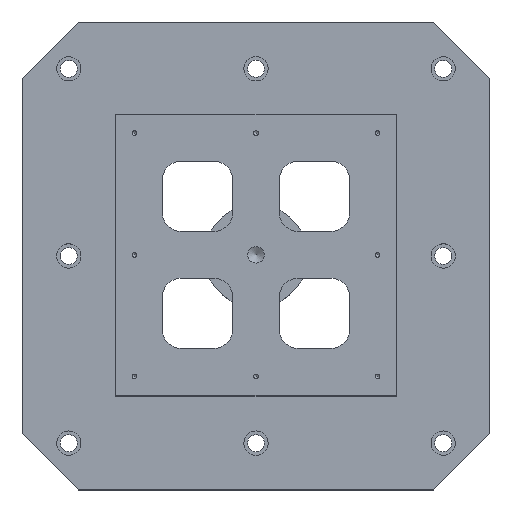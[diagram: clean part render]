
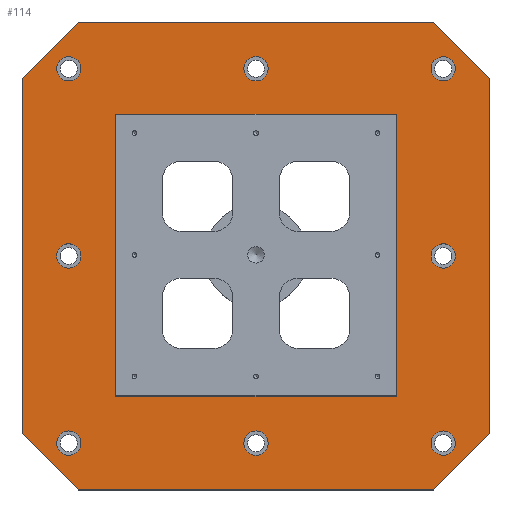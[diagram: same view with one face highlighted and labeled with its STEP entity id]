
A CAD part, top view. The second image highlights one B-rep face of the part: STEP entity #114.
In plain terms, the highlighted planar face has unit normal (0, 0, 1).
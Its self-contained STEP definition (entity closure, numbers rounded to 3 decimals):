
#114 = ADVANCED_FACE( '', ( #365, #366, #367, #368, #369, #370, #371, #372, #373, #374 ), #375, .T. );
#365 = FACE_BOUND( '', #812, .T. );
#366 = FACE_BOUND( '', #813, .T. );
#367 = FACE_BOUND( '', #814, .T. );
#368 = FACE_BOUND( '', #815, .T. );
#369 = FACE_BOUND( '', #816, .T. );
#370 = FACE_BOUND( '', #817, .T. );
#371 = FACE_BOUND( '', #818, .T. );
#372 = FACE_BOUND( '', #819, .T. );
#373 = FACE_OUTER_BOUND( '', #820, .T. );
#374 = FACE_BOUND( '', #821, .T. );
#375 = PLANE( '', #822 );
#812 = EDGE_LOOP( '', ( #1605 ) );
#813 = EDGE_LOOP( '', ( #1606 ) );
#814 = EDGE_LOOP( '', ( #1607 ) );
#815 = EDGE_LOOP( '', ( #1608 ) );
#816 = EDGE_LOOP( '', ( #1609 ) );
#817 = EDGE_LOOP( '', ( #1610 ) );
#818 = EDGE_LOOP( '', ( #1611 ) );
#819 = EDGE_LOOP( '', ( #1612 ) );
#820 = EDGE_LOOP( '', ( #1613, #1614, #1615, #1616, #1617, #1618, #1619, #1620 ) );
#821 = EDGE_LOOP( '', ( #1621, #1622, #1623, #1624 ) );
#822 = AXIS2_PLACEMENT_3D( '', #1625, #1626, #1627 );
#1605 = ORIENTED_EDGE( '', *, *, #2820, .T. );
#1606 = ORIENTED_EDGE( '', *, *, #2821, .T. );
#1607 = ORIENTED_EDGE( '', *, *, #2822, .T. );
#1608 = ORIENTED_EDGE( '', *, *, #2823, .T. );
#1609 = ORIENTED_EDGE( '', *, *, #2824, .T. );
#1610 = ORIENTED_EDGE( '', *, *, #2825, .T. );
#1611 = ORIENTED_EDGE( '', *, *, #2826, .T. );
#1612 = ORIENTED_EDGE( '', *, *, #2827, .T. );
#1613 = ORIENTED_EDGE( '', *, *, #2828, .T. );
#1614 = ORIENTED_EDGE( '', *, *, #2829, .T. );
#1615 = ORIENTED_EDGE( '', *, *, #2830, .T. );
#1616 = ORIENTED_EDGE( '', *, *, #2534, .T. );
#1617 = ORIENTED_EDGE( '', *, *, #2831, .T. );
#1618 = ORIENTED_EDGE( '', *, *, #2832, .T. );
#1619 = ORIENTED_EDGE( '', *, *, #2833, .T. );
#1620 = ORIENTED_EDGE( '', *, *, #2834, .T. );
#1621 = ORIENTED_EDGE( '', *, *, #2774, .T. );
#1622 = ORIENTED_EDGE( '', *, *, #2775, .T. );
#1623 = ORIENTED_EDGE( '', *, *, #2770, .T. );
#1624 = ORIENTED_EDGE( '', *, *, #2772, .T. );
#1625 = CARTESIAN_POINT( '', ( -250., -250., 50. ) );
#1626 = DIRECTION( '', ( 0., 0., 1. ) );
#1627 = DIRECTION( '', ( 1., 0., 0. ) );
#2534 = EDGE_CURVE( '', #2966, #2967, #2968, .F. );
#2770 = EDGE_CURVE( '', #3391, #3393, #3395, .T. );
#2772 = EDGE_CURVE( '', #3393, #3396, #3398, .T. );
#2774 = EDGE_CURVE( '', #3396, #3399, #3401, .T. );
#2775 = EDGE_CURVE( '', #3399, #3391, #3402, .T. );
#2820 = EDGE_CURVE( '', #3479, #3479, #3480, .T. );
#2821 = EDGE_CURVE( '', #3481, #3481, #3482, .T. );
#2822 = EDGE_CURVE( '', #3483, #3483, #3484, .T. );
#2823 = EDGE_CURVE( '', #3485, #3485, #3486, .T. );
#2824 = EDGE_CURVE( '', #3487, #3487, #3488, .T. );
#2825 = EDGE_CURVE( '', #3489, #3489, #3490, .T. );
#2826 = EDGE_CURVE( '', #3491, #3491, #3492, .T. );
#2827 = EDGE_CURVE( '', #3493, #3493, #3494, .T. );
#2828 = EDGE_CURVE( '', #3495, #3496, #3497, .T. );
#2829 = EDGE_CURVE( '', #3496, #3498, #3499, .F. );
#2830 = EDGE_CURVE( '', #3498, #2966, #3500, .T. );
#2831 = EDGE_CURVE( '', #2967, #3501, #3502, .T. );
#2832 = EDGE_CURVE( '', #3501, #3503, #3504, .F. );
#2833 = EDGE_CURVE( '', #3503, #3505, #3506, .T. );
#2834 = EDGE_CURVE( '', #3505, #3495, #3507, .F. );
#2966 = VERTEX_POINT( '', #3666 );
#2967 = VERTEX_POINT( '', #3667 );
#2968 = LINE( '', #3668, #3669 );
#3391 = VERTEX_POINT( '', #4260 );
#3393 = VERTEX_POINT( '', #4263 );
#3395 = LINE( '', #4266, #4267 );
#3396 = VERTEX_POINT( '', #4268 );
#3398 = LINE( '', #4271, #4272 );
#3399 = VERTEX_POINT( '', #4273 );
#3401 = LINE( '', #4276, #4277 );
#3402 = LINE( '', #4278, #4279 );
#3479 = VERTEX_POINT( '', #4368 );
#3480 = CIRCLE( '', #4369, 13. );
#3481 = VERTEX_POINT( '', #4370 );
#3482 = CIRCLE( '', #4371, 13. );
#3483 = VERTEX_POINT( '', #4372 );
#3484 = CIRCLE( '', #4373, 13. );
#3485 = VERTEX_POINT( '', #4374 );
#3486 = CIRCLE( '', #4375, 13. );
#3487 = VERTEX_POINT( '', #4376 );
#3488 = CIRCLE( '', #4377, 13. );
#3489 = VERTEX_POINT( '', #4378 );
#3490 = CIRCLE( '', #4379, 13. );
#3491 = VERTEX_POINT( '', #4380 );
#3492 = CIRCLE( '', #4381, 13. );
#3493 = VERTEX_POINT( '', #4382 );
#3494 = CIRCLE( '', #4383, 13. );
#3495 = VERTEX_POINT( '', #4384 );
#3496 = VERTEX_POINT( '', #4385 );
#3497 = LINE( '', #4386, #4387 );
#3498 = VERTEX_POINT( '', #4388 );
#3499 = LINE( '', #4389, #4390 );
#3500 = LINE( '', #4391, #4392 );
#3501 = VERTEX_POINT( '', #4393 );
#3502 = LINE( '', #4394, #4395 );
#3503 = VERTEX_POINT( '', #4396 );
#3504 = LINE( '', #4397, #4398 );
#3505 = VERTEX_POINT( '', #4399 );
#3506 = LINE( '', #4400, #4401 );
#3507 = LINE( '', #4402, #4403 );
#3666 = CARTESIAN_POINT( '', ( -250., -190., 50. ) );
#3667 = CARTESIAN_POINT( '', ( -190., -250., 50. ) );
#3668 = CARTESIAN_POINT( '', ( -220., -220., 50. ) );
#3669 = VECTOR( '', #4598, 1000. );
#4260 = CARTESIAN_POINT( '', ( -150., 150., 50. ) );
#4263 = CARTESIAN_POINT( '', ( 150., 150., 50. ) );
#4266 = CARTESIAN_POINT( '', ( -250., 150., 50. ) );
#4267 = VECTOR( '', #4958, 1000. );
#4268 = CARTESIAN_POINT( '', ( 150., -150., 50. ) );
#4271 = CARTESIAN_POINT( '', ( 150., -250., 50. ) );
#4272 = VECTOR( '', #4960, 1000. );
#4273 = CARTESIAN_POINT( '', ( -150., -150., 50. ) );
#4276 = CARTESIAN_POINT( '', ( -250., -150., 50. ) );
#4277 = VECTOR( '', #4962, 1000. );
#4278 = CARTESIAN_POINT( '', ( -150., -250., 50. ) );
#4279 = VECTOR( '', #4963, 1000. );
#4368 = CARTESIAN_POINT( '', ( -200., -213., 50. ) );
#4369 = AXIS2_PLACEMENT_3D( '', #5072, #5073, #5074 );
#4370 = CARTESIAN_POINT( '', ( -200., 187., 50. ) );
#4371 = AXIS2_PLACEMENT_3D( '', #5075, #5076, #5077 );
#4372 = CARTESIAN_POINT( '', ( 0., -213., 50. ) );
#4373 = AXIS2_PLACEMENT_3D( '', #5078, #5079, #5080 );
#4374 = CARTESIAN_POINT( '', ( 200., -213., 50. ) );
#4375 = AXIS2_PLACEMENT_3D( '', #5081, #5082, #5083 );
#4376 = CARTESIAN_POINT( '', ( 200., -13., 50. ) );
#4377 = AXIS2_PLACEMENT_3D( '', #5084, #5085, #5086 );
#4378 = CARTESIAN_POINT( '', ( 200., 187., 50. ) );
#4379 = AXIS2_PLACEMENT_3D( '', #5087, #5088, #5089 );
#4380 = CARTESIAN_POINT( '', ( 0., 187., 50. ) );
#4381 = AXIS2_PLACEMENT_3D( '', #5090, #5091, #5092 );
#4382 = CARTESIAN_POINT( '', ( -200., -13., 50. ) );
#4383 = AXIS2_PLACEMENT_3D( '', #5093, #5094, #5095 );
#4384 = CARTESIAN_POINT( '', ( 190., 250., 50. ) );
#4385 = CARTESIAN_POINT( '', ( -190., 250., 50. ) );
#4386 = CARTESIAN_POINT( '', ( 250., 250., 50. ) );
#4387 = VECTOR( '', #5096, 1000. );
#4388 = CARTESIAN_POINT( '', ( -250., 190., 50. ) );
#4389 = CARTESIAN_POINT( '', ( -470., -30., 50. ) );
#4390 = VECTOR( '', #5097, 1000. );
#4391 = CARTESIAN_POINT( '', ( -250., 250., 50. ) );
#4392 = VECTOR( '', #5098, 1000. );
#4393 = CARTESIAN_POINT( '', ( 190., -250., 50. ) );
#4394 = CARTESIAN_POINT( '', ( -250., -250., 50. ) );
#4395 = VECTOR( '', #5099, 1000. );
#4396 = CARTESIAN_POINT( '', ( 250., -190., 50. ) );
#4397 = CARTESIAN_POINT( '', ( -30., -470., 50. ) );
#4398 = VECTOR( '', #5100, 1000. );
#4399 = CARTESIAN_POINT( '', ( 250., 190., 50. ) );
#4400 = CARTESIAN_POINT( '', ( 250., -250., 50. ) );
#4401 = VECTOR( '', #5101, 1000. );
#4402 = CARTESIAN_POINT( '', ( 220., 220., 50. ) );
#4403 = VECTOR( '', #5102, 1000. );
#4598 = DIRECTION( '', ( -0.707, 0.707, 0. ) );
#4958 = DIRECTION( '', ( 1., 0., 0. ) );
#4960 = DIRECTION( '', ( 0., -1., 0. ) );
#4962 = DIRECTION( '', ( -1., 0., 0. ) );
#4963 = DIRECTION( '', ( 0., 1., 0. ) );
#5072 = CARTESIAN_POINT( '', ( -200., -200., 50. ) );
#5073 = DIRECTION( '', ( 0., 0., -1. ) );
#5074 = DIRECTION( '', ( 0., -1., 0. ) );
#5075 = CARTESIAN_POINT( '', ( -200., 200., 50. ) );
#5076 = DIRECTION( '', ( 0., 0., -1. ) );
#5077 = DIRECTION( '', ( 0., -1., 0. ) );
#5078 = CARTESIAN_POINT( '', ( 0., -200., 50. ) );
#5079 = DIRECTION( '', ( 0., 0., -1. ) );
#5080 = DIRECTION( '', ( 0., -1., 0. ) );
#5081 = CARTESIAN_POINT( '', ( 200., -200., 50. ) );
#5082 = DIRECTION( '', ( 0., 0., -1. ) );
#5083 = DIRECTION( '', ( 0., -1., 0. ) );
#5084 = CARTESIAN_POINT( '', ( 200., 0., 50. ) );
#5085 = DIRECTION( '', ( 0., 0., -1. ) );
#5086 = DIRECTION( '', ( 0., -1., 0. ) );
#5087 = CARTESIAN_POINT( '', ( 200., 200., 50. ) );
#5088 = DIRECTION( '', ( 0., 0., -1. ) );
#5089 = DIRECTION( '', ( 0., -1., 0. ) );
#5090 = CARTESIAN_POINT( '', ( 0., 200., 50. ) );
#5091 = DIRECTION( '', ( 0., 0., -1. ) );
#5092 = DIRECTION( '', ( 0., -1., 0. ) );
#5093 = CARTESIAN_POINT( '', ( -200., 0., 50. ) );
#5094 = DIRECTION( '', ( 0., 0., -1. ) );
#5095 = DIRECTION( '', ( 0., -1., 0. ) );
#5096 = DIRECTION( '', ( -1., 0., 0. ) );
#5097 = DIRECTION( '', ( 0.707, 0.707, 0. ) );
#5098 = DIRECTION( '', ( 0., -1., 0. ) );
#5099 = DIRECTION( '', ( 1., 0., 0. ) );
#5100 = DIRECTION( '', ( -0.707, -0.707, 0. ) );
#5101 = DIRECTION( '', ( 0., 1., 0. ) );
#5102 = DIRECTION( '', ( 0.707, -0.707, 0. ) );
